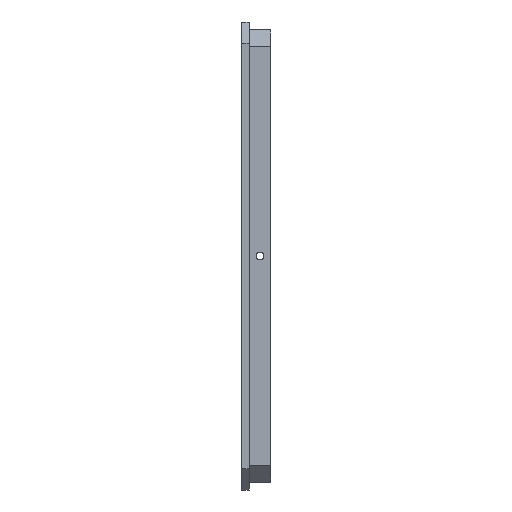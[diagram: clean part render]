
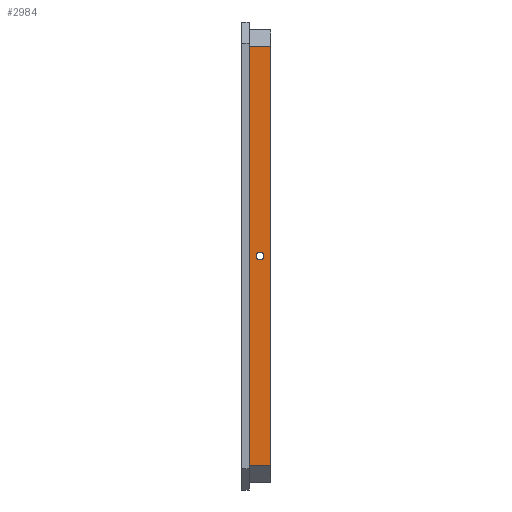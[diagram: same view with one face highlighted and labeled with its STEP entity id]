
A CAD part, front view. The second image highlights one B-rep face of the part: STEP entity #2984.
In plain terms, the highlighted planar face has unit normal (0, -1, 0).
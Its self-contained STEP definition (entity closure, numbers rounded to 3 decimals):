
#54=FACE_BOUND('',#433,.T.);
#119=CIRCLE('',#3143,1.5);
#272=FACE_OUTER_BOUND('',#432,.T.);
#432=EDGE_LOOP('',(#2137,#2138,#2139,#2140));
#433=EDGE_LOOP('',(#2141));
#627=LINE('',#4233,#941);
#683=LINE('',#4732,#997);
#684=LINE('',#4735,#998);
#685=LINE('',#4736,#999);
#941=VECTOR('',#3404,10.);
#997=VECTOR('',#3528,10.);
#998=VECTOR('',#3531,10.);
#999=VECTOR('',#3532,10.);
#1262=VERTEX_POINT('',#4230);
#1263=VERTEX_POINT('',#4232);
#1305=VERTEX_POINT('',#4654);
#1328=VERTEX_POINT('',#4730);
#1329=VERTEX_POINT('',#4734);
#1557=EDGE_CURVE('',#1262,#1263,#627,.T.);
#1609=EDGE_CURVE('',#1305,#1305,#119,.T.);
#1648=EDGE_CURVE('',#1328,#1263,#683,.T.);
#1649=EDGE_CURVE('',#1328,#1329,#684,.T.);
#1650=EDGE_CURVE('',#1329,#1262,#685,.T.);
#2137=ORIENTED_EDGE('',*,*,#1649,.F.);
#2138=ORIENTED_EDGE('',*,*,#1648,.T.);
#2139=ORIENTED_EDGE('',*,*,#1557,.F.);
#2140=ORIENTED_EDGE('',*,*,#1650,.F.);
#2141=ORIENTED_EDGE('',*,*,#1609,.T.);
#2864=PLANE('',#3166);
#2984=ADVANCED_FACE('',(#272,#54),#2864,.T.);
#3143=AXIS2_PLACEMENT_3D('',#4655,#3451,#3452);
#3166=AXIS2_PLACEMENT_3D('',#4733,#3529,#3530);
#3404=DIRECTION('',(0.,0.,-1.));
#3451=DIRECTION('center_axis',(0.,1.,0.));
#3452=DIRECTION('ref_axis',(1.,0.,0.));
#3528=DIRECTION('',(1.,0.,0.));
#3529=DIRECTION('center_axis',(0.,-1.,0.));
#3530=DIRECTION('ref_axis',(0.,0.,-1.));
#3531=DIRECTION('',(0.,0.,1.));
#3532=DIRECTION('',(1.,0.,0.));
#4230=CARTESIAN_POINT('',(8.,-9.,155.757));
#4232=CARTESIAN_POINT('',(8.,-9.,-2.757));
#4233=CARTESIAN_POINT('',(8.,-9.,-2.757));
#4654=CARTESIAN_POINT('',(2.5,-9.,76.5));
#4655=CARTESIAN_POINT('Origin',(4.,-9.,76.5));
#4730=CARTESIAN_POINT('',(0.,-9.,-2.757));
#4732=CARTESIAN_POINT('',(0.,-9.,-2.757));
#4733=CARTESIAN_POINT('Origin',(0.,-9.,155.757));
#4734=CARTESIAN_POINT('',(0.,-9.,155.757));
#4735=CARTESIAN_POINT('',(0.,-9.,116.129));
#4736=CARTESIAN_POINT('',(0.,-9.,155.757));
